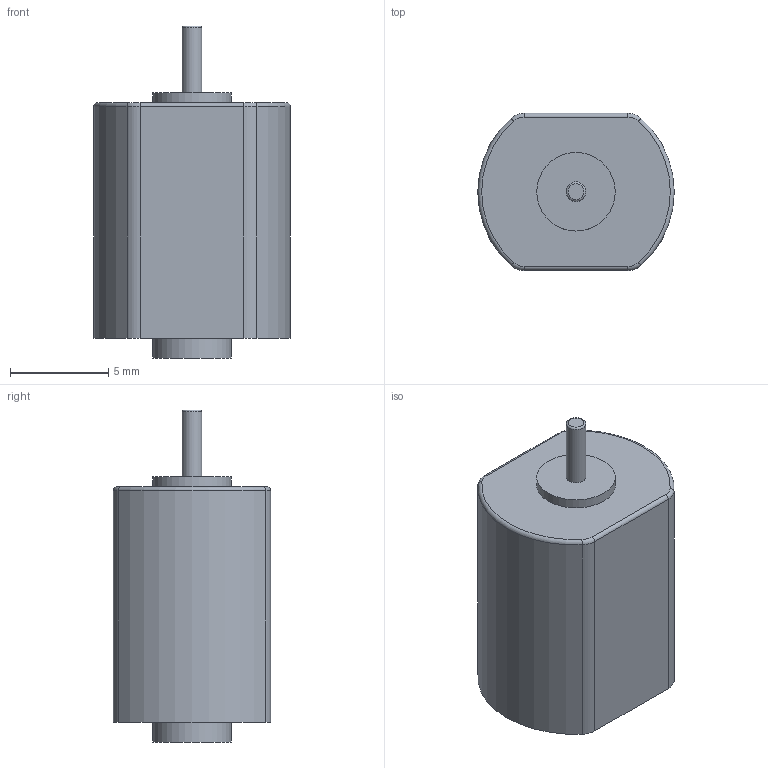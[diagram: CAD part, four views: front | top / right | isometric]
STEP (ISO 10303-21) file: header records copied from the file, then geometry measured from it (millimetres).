
FILE_DESCRIPTION(('FreeCAD Model'),'2;1');
FILE_NAME('Motor-CC-6V-Servo-2.step','2016-01-06T04:41:02',( 'Almisuifre'),(''),'Open CASCADE STEP processor 6.8','FreeCAD', 'Unknown');
FILE_SCHEMA(('AUTOMOTIVE_DESIGN_CC2 { 1 2 10303 214 -1 1 5 4 }'));
Length unit declared in the file: millimetre
Products named in the file (2): ASSEMBLY; Fillet002
Assembly tree (1 placements, depth 2):
  ASSEMBLY
    Fillet002
Bounding box: 10 x 8 x 16.9 mm (x, y, z)
Volume: 864.9 mm3; surface area: 532.6 mm2
Topology: 1 solids, 1 shells, 25 faces, 51 edges, 31 vertices
Faces by surface type: cylinder 11, plane 7, torus 7
Full cylindrical faces by diameter (mm): 1 x1, 4 x2
Entity records: 1402 total; most frequent: CARTESIAN_POINT 331, DIRECTION 206, ORIENTED_EDGE 102, PCURVE 102, DEFINITIONAL_REPRESENTATION 102, LINE 83, VECTOR 83, AXIS2_PLACEMENT_3D 61
